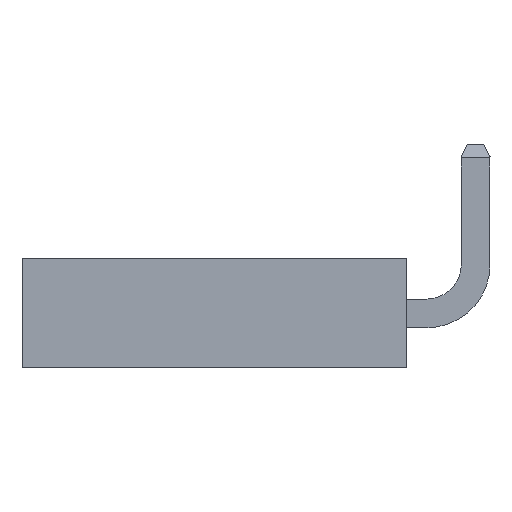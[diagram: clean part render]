
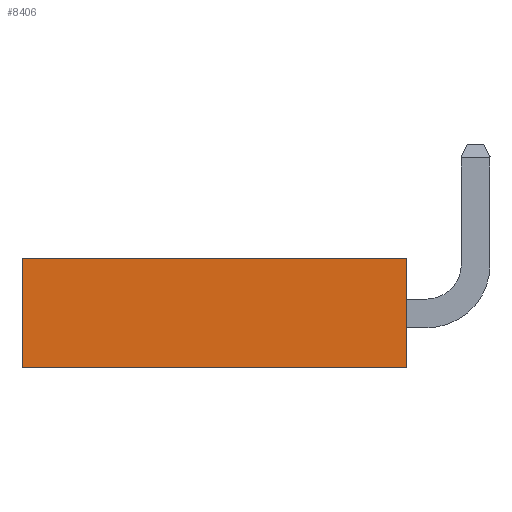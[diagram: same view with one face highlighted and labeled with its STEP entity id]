
A CAD part, left-side view. The second image highlights one B-rep face of the part: STEP entity #8406.
In plain terms, the highlighted planar face has unit normal (-1, 0, 0).
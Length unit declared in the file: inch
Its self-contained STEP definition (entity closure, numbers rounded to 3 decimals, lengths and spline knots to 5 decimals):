
#723=ORIENTED_EDGE('',*,*,#3008,.T.);
#724=ORIENTED_EDGE('',*,*,#2687,.F.);
#725=ORIENTED_EDGE('',*,*,#3049,.F.);
#726=ORIENTED_EDGE('',*,*,#2679,.T.);
#2679=EDGE_CURVE('',#3904,#3903,#4719,.T.);
#2687=EDGE_CURVE('',#3911,#3912,#4727,.T.);
#3008=EDGE_CURVE('',#3903,#3912,#5048,.T.);
#3049=EDGE_CURVE('',#3904,#3911,#5089,.T.);
#3903=VERTEX_POINT('',#11611);
#3904=VERTEX_POINT('',#11613);
#3911=VERTEX_POINT('',#11628);
#3912=VERTEX_POINT('',#11630);
#4719=LINE('',#11612,#5863);
#4727=LINE('',#11629,#5871);
#5048=LINE('',#12270,#6192);
#5089=LINE('',#12332,#6233);
#5863=VECTOR('',#9359,39.37008);
#5871=VECTOR('',#9369,39.37008);
#6192=VECTOR('',#9852,39.37008);
#6233=VECTOR('',#9935,39.37008);
#7030=EDGE_LOOP('',(#723,#724,#725,#726));
#7522=FACE_BOUND('',#7030,.T.);
#8014=PLANE('',#8864);
#8406=ADVANCED_FACE('',(#7522),#8014,.F.);
#8864=AXIS2_PLACEMENT_3D('',#12331,#9933,#9934);
#9359=DIRECTION('',(0.,-1.,0.));
#9369=DIRECTION('',(0.,-1.,0.));
#9852=DIRECTION('',(0.,0.,1.));
#9933=DIRECTION('',(1.,0.,0.));
#9934=DIRECTION('',(0.,0.,-1.));
#9935=DIRECTION('',(0.,0.,1.));
#11611=CARTESIAN_POINT('',(-1.01,0.,-0.0475));
#11612=CARTESIAN_POINT('',(-1.01,0.335,-0.0475));
#11613=CARTESIAN_POINT('',(-1.01,0.335,-0.0475));
#11628=CARTESIAN_POINT('',(-1.01,0.335,0.0475));
#11629=CARTESIAN_POINT('',(-1.01,0.335,0.0475));
#11630=CARTESIAN_POINT('',(-1.01,0.,0.0475));
#12270=CARTESIAN_POINT('',(-1.01,0.,-0.0475));
#12331=CARTESIAN_POINT('',(-1.01,0.335,-0.0475));
#12332=CARTESIAN_POINT('',(-1.01,0.335,-0.0475));
